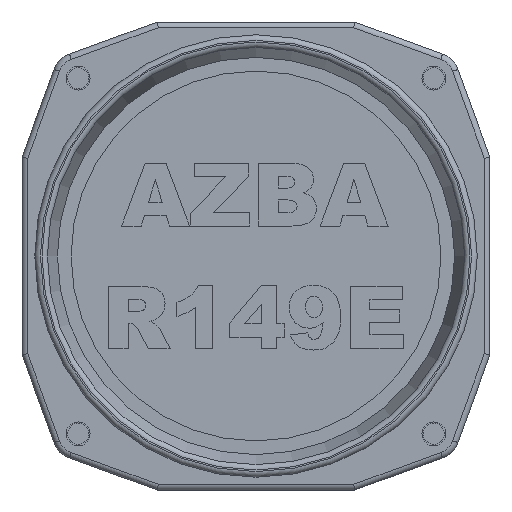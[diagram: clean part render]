
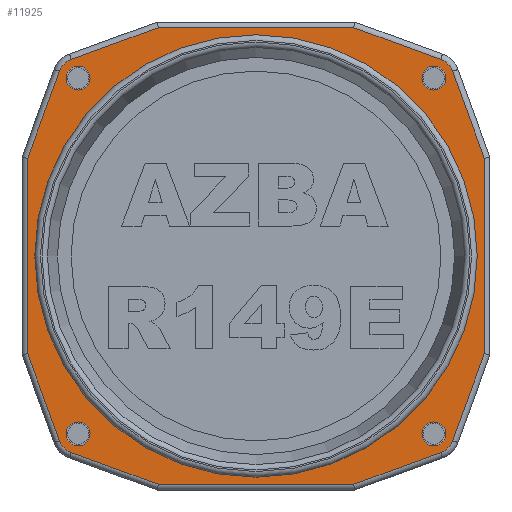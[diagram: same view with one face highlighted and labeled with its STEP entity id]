
A CAD part, front view. The second image highlights one B-rep face of the part: STEP entity #11925.
In plain terms, the highlighted planar face has unit normal (0, -1, 0).
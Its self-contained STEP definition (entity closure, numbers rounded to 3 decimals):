
#154=FACE_BOUND('',#2257,.T.);
#155=FACE_BOUND('',#2258,.T.);
#156=FACE_BOUND('',#2259,.T.);
#157=FACE_BOUND('',#2260,.T.);
#158=FACE_BOUND('',#2261,.T.);
#240=CIRCLE('',#12478,3.532);
#244=CIRCLE('',#12488,3.532);
#247=CIRCLE('',#12493,3.532);
#250=CIRCLE('',#12500,3.532);
#254=CIRCLE('',#12514,2.1);
#255=CIRCLE('',#12515,2.1);
#256=CIRCLE('',#12516,39.);
#257=CIRCLE('',#12517,2.1);
#258=CIRCLE('',#12518,2.1);
#1555=FACE_OUTER_BOUND('',#2256,.T.);
#2256=EDGE_LOOP('',(#10828,#10829,#10830,#10831,#10832,#10833,#10834,#10835,
#10836,#10837,#10838,#10839,#10840,#10841,#10842,#10843));
#2257=EDGE_LOOP('',(#10844));
#2258=EDGE_LOOP('',(#10845));
#2259=EDGE_LOOP('',(#10846));
#2260=EDGE_LOOP('',(#10847));
#2261=EDGE_LOOP('',(#10848));
#3413=LINE('',#21706,#4599);
#3414=LINE('',#21710,#4600);
#3417=LINE('',#21721,#4603);
#3418=LINE('',#21725,#4604);
#3421=LINE('',#21736,#4607);
#3422=LINE('',#21745,#4608);
#3425=LINE('',#21751,#4611);
#3427=LINE('',#21760,#4613);
#3428=LINE('',#21769,#4614);
#3430=LINE('',#21778,#4616);
#3433=LINE('',#21784,#4619);
#3434=LINE('',#21793,#4620);
#4599=VECTOR('',#14654,10.);
#4600=VECTOR('',#14659,10.);
#4603=VECTOR('',#14668,10.);
#4604=VECTOR('',#14673,10.);
#4607=VECTOR('',#14682,10.);
#4608=VECTOR('',#14695,10.);
#4611=VECTOR('',#14700,10.);
#4613=VECTOR('',#14708,10.);
#4614=VECTOR('',#14721,10.);
#4616=VECTOR('',#14733,10.);
#4619=VECTOR('',#14738,10.);
#4620=VECTOR('',#14751,10.);
#5731=VERTEX_POINT('',#21703);
#5732=VERTEX_POINT('',#21705);
#5733=VERTEX_POINT('',#21709);
#5737=VERTEX_POINT('',#21718);
#5738=VERTEX_POINT('',#21720);
#5739=VERTEX_POINT('',#21724);
#5743=VERTEX_POINT('',#21733);
#5744=VERTEX_POINT('',#21735);
#5746=VERTEX_POINT('',#21740);
#5748=VERTEX_POINT('',#21750);
#5751=VERTEX_POINT('',#21757);
#5752=VERTEX_POINT('',#21759);
#5754=VERTEX_POINT('',#21764);
#5756=VERTEX_POINT('',#21773);
#5758=VERTEX_POINT('',#21783);
#5760=VERTEX_POINT('',#21788);
#5770=VERTEX_POINT('',#21830);
#5771=VERTEX_POINT('',#21832);
#5772=VERTEX_POINT('',#21834);
#5773=VERTEX_POINT('',#21836);
#5774=VERTEX_POINT('',#21838);
#7406=EDGE_CURVE('',#5731,#5732,#3413,.T.);
#7408=EDGE_CURVE('',#5732,#5733,#3414,.T.);
#7413=EDGE_CURVE('',#5737,#5738,#3417,.T.);
#7415=EDGE_CURVE('',#5738,#5739,#3418,.T.);
#7420=EDGE_CURVE('',#5743,#5744,#3421,.T.);
#7423=EDGE_CURVE('',#5746,#5743,#240,.T.);
#7425=EDGE_CURVE('',#5739,#5746,#3422,.T.);
#7428=EDGE_CURVE('',#5744,#5748,#3425,.T.);
#7432=EDGE_CURVE('',#5751,#5752,#3427,.T.);
#7435=EDGE_CURVE('',#5754,#5751,#244,.T.);
#7437=EDGE_CURVE('',#5748,#5754,#3428,.T.);
#7440=EDGE_CURVE('',#5756,#5737,#247,.T.);
#7442=EDGE_CURVE('',#5733,#5756,#3430,.T.);
#7445=EDGE_CURVE('',#5752,#5758,#3433,.T.);
#7448=EDGE_CURVE('',#5760,#5731,#250,.T.);
#7450=EDGE_CURVE('',#5758,#5760,#3434,.T.);
#7469=EDGE_CURVE('',#5770,#5770,#254,.T.);
#7470=EDGE_CURVE('',#5771,#5771,#255,.T.);
#7471=EDGE_CURVE('',#5772,#5772,#256,.T.);
#7472=EDGE_CURVE('',#5773,#5773,#257,.T.);
#7473=EDGE_CURVE('',#5774,#5774,#258,.T.);
#10828=ORIENTED_EDGE('',*,*,#7432,.F.);
#10829=ORIENTED_EDGE('',*,*,#7435,.F.);
#10830=ORIENTED_EDGE('',*,*,#7437,.F.);
#10831=ORIENTED_EDGE('',*,*,#7428,.F.);
#10832=ORIENTED_EDGE('',*,*,#7420,.F.);
#10833=ORIENTED_EDGE('',*,*,#7423,.F.);
#10834=ORIENTED_EDGE('',*,*,#7425,.F.);
#10835=ORIENTED_EDGE('',*,*,#7415,.F.);
#10836=ORIENTED_EDGE('',*,*,#7413,.F.);
#10837=ORIENTED_EDGE('',*,*,#7440,.F.);
#10838=ORIENTED_EDGE('',*,*,#7442,.F.);
#10839=ORIENTED_EDGE('',*,*,#7408,.F.);
#10840=ORIENTED_EDGE('',*,*,#7406,.F.);
#10841=ORIENTED_EDGE('',*,*,#7448,.F.);
#10842=ORIENTED_EDGE('',*,*,#7450,.F.);
#10843=ORIENTED_EDGE('',*,*,#7445,.F.);
#10844=ORIENTED_EDGE('',*,*,#7469,.T.);
#10845=ORIENTED_EDGE('',*,*,#7470,.T.);
#10846=ORIENTED_EDGE('',*,*,#7471,.T.);
#10847=ORIENTED_EDGE('',*,*,#7472,.T.);
#10848=ORIENTED_EDGE('',*,*,#7473,.T.);
#11290=PLANE('',#12513);
#11925=ADVANCED_FACE('',(#1555,#154,#155,#156,#157,#158),#11290,.F.);
#12478=AXIS2_PLACEMENT_3D('',#21742,#14689,#14690);
#12488=AXIS2_PLACEMENT_3D('',#21766,#14715,#14716);
#12493=AXIS2_PLACEMENT_3D('',#21775,#14727,#14728);
#12500=AXIS2_PLACEMENT_3D('',#21790,#14745,#14746);
#12513=AXIS2_PLACEMENT_3D('',#21829,#14788,#14789);
#12514=AXIS2_PLACEMENT_3D('',#21831,#14790,#14791);
#12515=AXIS2_PLACEMENT_3D('',#21833,#14792,#14793);
#12516=AXIS2_PLACEMENT_3D('',#21835,#14794,#14795);
#12517=AXIS2_PLACEMENT_3D('',#21837,#14796,#14797);
#12518=AXIS2_PLACEMENT_3D('',#21839,#14798,#14799);
#14654=DIRECTION('',(-0.94,0.,-0.342));
#14659=DIRECTION('',(-1.,0.,0.));
#14668=DIRECTION('',(-0.342,0.,0.94));
#14673=DIRECTION('',(0.,0.,1.));
#14682=DIRECTION('',(0.94,0.,0.342));
#14689=DIRECTION('center_axis',(0.,1.,0.));
#14690=DIRECTION('ref_axis',(-0.707,0.,0.707));
#14695=DIRECTION('',(0.342,0.,0.94));
#14700=DIRECTION('',(1.,0.,0.));
#14708=DIRECTION('',(0.342,0.,-0.94));
#14715=DIRECTION('center_axis',(0.,1.,0.));
#14716=DIRECTION('ref_axis',(0.707,0.,0.707));
#14721=DIRECTION('',(0.94,0.,-0.342));
#14727=DIRECTION('center_axis',(0.,1.,0.));
#14728=DIRECTION('ref_axis',(-0.707,0.,-0.707));
#14733=DIRECTION('',(-0.94,0.,0.342));
#14738=DIRECTION('',(0.,0.,-1.));
#14745=DIRECTION('center_axis',(0.,1.,0.));
#14746=DIRECTION('ref_axis',(0.707,0.,-0.707));
#14751=DIRECTION('',(-0.342,0.,-0.94));
#14788=DIRECTION('center_axis',(0.,1.,0.));
#14789=DIRECTION('ref_axis',(1.,0.,0.));
#14790=DIRECTION('center_axis',(0.,1.,0.));
#14791=DIRECTION('ref_axis',(1.,0.,0.));
#14792=DIRECTION('center_axis',(0.,1.,0.));
#14793=DIRECTION('ref_axis',(1.,0.,0.));
#14794=DIRECTION('center_axis',(0.,1.,0.));
#14795=DIRECTION('ref_axis',(1.,0.,0.));
#14796=DIRECTION('center_axis',(0.,1.,0.));
#14797=DIRECTION('ref_axis',(1.,0.,0.));
#14798=DIRECTION('center_axis',(0.,1.,0.));
#14799=DIRECTION('ref_axis',(1.,0.,0.));
#21703=CARTESIAN_POINT('',(73.808,-4.,6.581));
#21705=CARTESIAN_POINT('',(58.473,-4.,1.));
#21706=CARTESIAN_POINT('',(65.004,-4.,3.377));
#21709=CARTESIAN_POINT('',(24.027,-4.,1.));
#21710=CARTESIAN_POINT('',(49.95,-4.,1.));
#21718=CARTESIAN_POINT('',(6.581,-4.,8.692));
#21720=CARTESIAN_POINT('',(1.,-4.,24.027));
#21721=CARTESIAN_POINT('',(3.377,-4.,17.496));
#21724=CARTESIAN_POINT('',(1.,-4.,58.473));
#21725=CARTESIAN_POINT('',(1.,-4.,32.55));
#21733=CARTESIAN_POINT('',(8.692,-4.,75.919));
#21735=CARTESIAN_POINT('',(24.027,-4.,81.5));
#21736=CARTESIAN_POINT('',(17.496,-4.,79.123));
#21740=CARTESIAN_POINT('',(6.581,-4.,73.808));
#21742=CARTESIAN_POINT('Origin',(9.9,-4.,72.6));
#21745=CARTESIAN_POINT('',(0.556,-4.,57.254));
#21750=CARTESIAN_POINT('',(58.473,-4.,81.5));
#21751=CARTESIAN_POINT('',(32.55,-4.,81.5));
#21757=CARTESIAN_POINT('',(75.919,-4.,73.808));
#21759=CARTESIAN_POINT('',(81.5,-4.,58.473));
#21760=CARTESIAN_POINT('',(79.123,-4.,65.004));
#21764=CARTESIAN_POINT('',(73.808,-4.,75.919));
#21766=CARTESIAN_POINT('Origin',(72.6,-4.,72.6));
#21769=CARTESIAN_POINT('',(57.254,-4.,81.944));
#21773=CARTESIAN_POINT('',(8.692,-4.,6.581));
#21775=CARTESIAN_POINT('Origin',(9.9,-4.,9.9));
#21778=CARTESIAN_POINT('',(25.246,-4.,0.556));
#21783=CARTESIAN_POINT('',(81.5,-4.,24.027));
#21784=CARTESIAN_POINT('',(81.5,-4.,49.95));
#21788=CARTESIAN_POINT('',(75.919,-4.,8.692));
#21790=CARTESIAN_POINT('Origin',(72.6,-4.,9.9));
#21793=CARTESIAN_POINT('',(81.944,-4.,25.246));
#21829=CARTESIAN_POINT('Origin',(41.25,-4.,41.25));
#21830=CARTESIAN_POINT('',(7.8,-4.,9.9));
#21831=CARTESIAN_POINT('Origin',(9.9,-4.,9.9));
#21832=CARTESIAN_POINT('',(70.5,-4.,9.9));
#21833=CARTESIAN_POINT('Origin',(72.6,-4.,9.9));
#21834=CARTESIAN_POINT('',(2.25,-4.,41.25));
#21835=CARTESIAN_POINT('Origin',(41.25,-4.,41.25));
#21836=CARTESIAN_POINT('',(7.8,-4.,72.6));
#21837=CARTESIAN_POINT('Origin',(9.9,-4.,72.6));
#21838=CARTESIAN_POINT('',(70.5,-4.,72.6));
#21839=CARTESIAN_POINT('Origin',(72.6,-4.,72.6));
